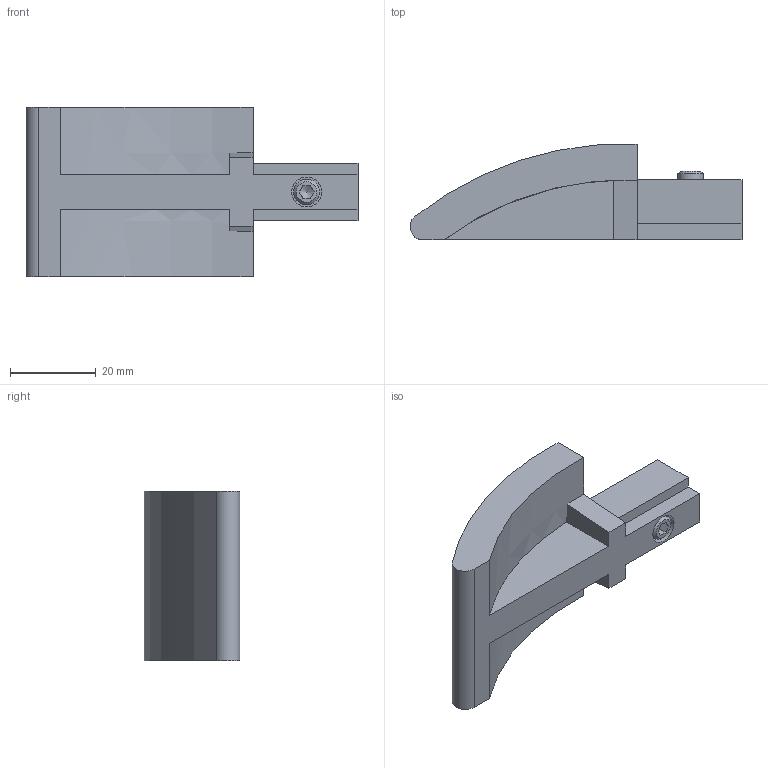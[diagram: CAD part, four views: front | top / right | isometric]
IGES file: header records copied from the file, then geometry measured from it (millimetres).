
Global section: file name: 224516.stp.ipt; native system: Autodesk Inventor 2014; preprocessor: unknown; author: zeman; date: 20151016.101547; units: millimetre
Bounding box: 77.49 x 22.3 x 39.5 mm (x, y, z)
Volume: 26427.3 mm3; surface area: 9657.3 mm2
Topology: 3 solids, 3 shells, 57 faces, 148 edges, 94 vertices
Faces by surface type: plane 44, revolution 5, cone 4, cylinder 3, bspline 1
Full cylindrical faces by diameter (mm): 6 x1
